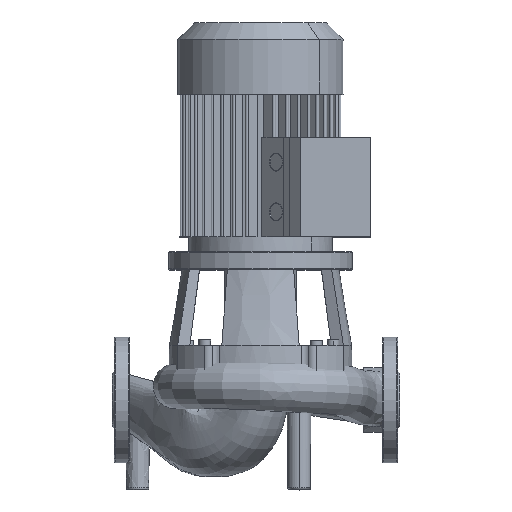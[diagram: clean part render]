
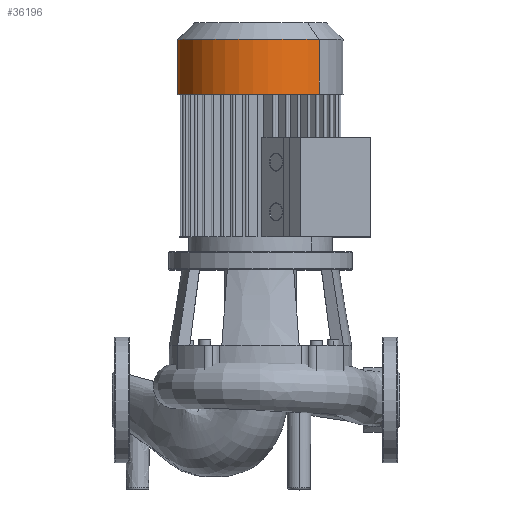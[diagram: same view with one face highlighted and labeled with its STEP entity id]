
A CAD part, top view. The second image highlights one B-rep face of the part: STEP entity #36196.
In plain terms, the highlighted cylindrical face has radius 92.5 mm (diameter 185 mm), a partial arc.
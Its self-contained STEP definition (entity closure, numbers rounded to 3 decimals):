
#30226=CARTESIAN_POINT('',(230.407,340.5,215.407));
#30227=VERTEX_POINT('',#30226);
#30228=CARTESIAN_POINT('',(230.407,401.5,215.407));
#30229=VERTEX_POINT('',#30228);
#30230=CARTESIAN_POINT('',(230.407,340.5,215.407));
#30231=DIRECTION('',(0.0,1.0,0.0));
#30232=VECTOR('',#30231,61.0);
#30233=LINE('',#30230,#30232);
#30234=EDGE_CURVE('',#30227,#30229,#30233,.T.);
#30236=CARTESIAN_POINT('',(99.593,340.5,84.593));
#30237=VERTEX_POINT('',#30236);
#30245=CARTESIAN_POINT('',(99.593,401.5,84.593));
#30246=VERTEX_POINT('',#30245);
#30247=CARTESIAN_POINT('',(99.593,340.5,84.593));
#30248=DIRECTION('',(0.0,1.0,0.0));
#30249=VECTOR('',#30248,61.0);
#30250=LINE('',#30247,#30249);
#30251=EDGE_CURVE('',#30237,#30246,#30250,.T.);
#34311=CARTESIAN_POINT('',(165.,340.5,150.0));
#34312=DIRECTION('',(0.0,1.0,0.0));
#34313=DIRECTION('',(0.707,0.0,0.707));
#34314=AXIS2_PLACEMENT_3D('',#34311,#34312,#34313);
#34315=CIRCLE('',#34314,92.5);
#34316=EDGE_CURVE('',#30237,#30227,#34315,.T.);
#36175=CARTESIAN_POINT('',(165.,401.5,150.0));
#36176=DIRECTION('',(0.0,1.0,0.0));
#36177=DIRECTION('',(0.707,0.0,0.707));
#36178=AXIS2_PLACEMENT_3D('',#36175,#36176,#36177);
#36179=CIRCLE('',#36178,92.5);
#36180=EDGE_CURVE('',#30246,#30229,#36179,.T.);
#36185=CARTESIAN_POINT('',(165.,420.0,150.0));
#36186=DIRECTION('',(0.0,-1.0,0.0));
#36187=DIRECTION('',(0.707,0.0,0.707));
#36188=AXIS2_PLACEMENT_3D('',#36185,#36186,#36187);
#36189=CYLINDRICAL_SURFACE('',#36188,92.5);
#36190=ORIENTED_EDGE('',*,*,#30234,.T.);
#36191=ORIENTED_EDGE('',*,*,#36180,.F.);
#36192=ORIENTED_EDGE('',*,*,#30251,.F.);
#36193=ORIENTED_EDGE('',*,*,#34316,.T.);
#36194=EDGE_LOOP('',(#36190,#36191,#36192,#36193));
#36195=FACE_OUTER_BOUND('',#36194,.T.);
#36196=ADVANCED_FACE('',(#36195),#36189,.T.);
